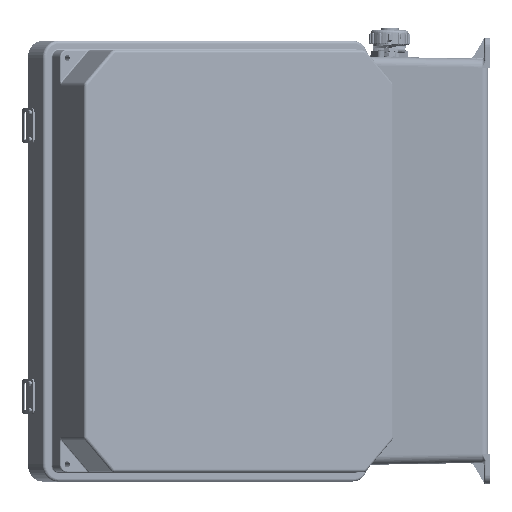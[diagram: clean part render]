
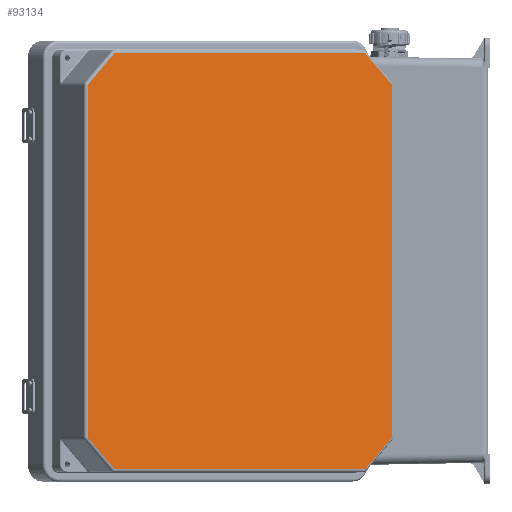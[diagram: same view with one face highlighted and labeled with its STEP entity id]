
A CAD part, left-side view. The second image highlights one B-rep face of the part: STEP entity #93134.
In plain terms, the highlighted face is planar.
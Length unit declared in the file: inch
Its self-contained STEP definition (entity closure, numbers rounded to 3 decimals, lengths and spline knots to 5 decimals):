
#882 = ORIENTED_EDGE ( 'NONE', *, *, #3501, .F. ) ;
#1007 = ORIENTED_EDGE ( 'NONE', *, *, #53407, .T. ) ;
#3438 = CARTESIAN_POINT ( 'NONE',  ( -5.09763, 3.24803, -0.5 ) ) ;
#3501 = EDGE_CURVE ( 'NONE', #60208, #99259, #13489, .T. ) ;
#7071 = CARTESIAN_POINT ( 'NONE',  ( 6.21316, 3.24803, -1.50418 ) ) ;
#7218 = CIRCLE ( 'NONE', #101174, 0.07874 ) ;
#7324 = CARTESIAN_POINT ( 'NONE',  ( 5.1533, 3.24803, -14.87064 ) ) ;
#8413 = CARTESIAN_POINT ( 'NONE',  ( 6.21316, 3.24803, -13.81078 ) ) ;
#8982 = VECTOR ( 'NONE', #84717, 39.37008 ) ;
#9338 = VECTOR ( 'NONE', #22566, 39.37008 ) ;
#10397 = CIRCLE ( 'NONE', #98228, 0.07874 ) ;
#10558 = VERTEX_POINT ( 'NONE', #102124 ) ;
#11627 = VERTEX_POINT ( 'NONE', #95205 ) ;
#11685 = ORIENTED_EDGE ( 'NONE', *, *, #19145, .F. ) ;
#13024 = DIRECTION ( 'NONE',  ( 0., 0., 1. ) ) ;
#13489 = CIRCLE ( 'NONE', #80771, 0.07874 ) ;
#15495 = EDGE_CURVE ( 'NONE', #64178, #10558, #44587, .T. ) ;
#17598 = VECTOR ( 'NONE', #100793, 39.37008 ) ;
#19145 = EDGE_CURVE ( 'NONE', #31345, #92137, #111335, .T. ) ;
#19974 = EDGE_CURVE ( 'NONE', #55890, #62793, #94809, .T. ) ;
#20402 = CARTESIAN_POINT ( 'NONE',  ( 6.23622, 3.24803, -1.55985 ) ) ;
#20966 = CARTESIAN_POINT ( 'NONE',  ( -6.21316, 3.24803, -13.81078 ) ) ;
#21834 = DIRECTION ( 'NONE',  ( 0., 1., 0. ) ) ;
#22566 = DIRECTION ( 'NONE',  ( 1., 0., 0. ) ) ;
#22689 = DIRECTION ( 'NONE',  ( 0., -1., 0. ) ) ;
#22711 = CARTESIAN_POINT ( 'NONE',  ( 5.09763, 3.24803, -0.42126 ) ) ;
#24643 = EDGE_CURVE ( 'NONE', #110972, #11627, #37372, .T. ) ;
#25747 = CARTESIAN_POINT ( 'NONE',  ( 6.21316, 3.24803, -1.50418 ) ) ;
#25882 = ORIENTED_EDGE ( 'NONE', *, *, #122387, .T. ) ;
#26359 = EDGE_CURVE ( 'NONE', #60208, #74289, #107732, .T. ) ;
#26397 = LINE ( 'NONE', #7071, #99408 ) ;
#27350 = CIRCLE ( 'NONE', #74450, 0.07874 ) ;
#28584 = AXIS2_PLACEMENT_3D ( 'NONE', #78990, #21834, #88525 ) ;
#31345 = VERTEX_POINT ( 'NONE', #62640 ) ;
#32938 = CARTESIAN_POINT ( 'NONE',  ( 5.09763, 3.24803, -14.8937 ) ) ;
#33488 = AXIS2_PLACEMENT_3D ( 'NONE', #79871, #22689, #89390 ) ;
#34393 = EDGE_LOOP ( 'NONE', ( #81246, #50931, #41003, #106688, #78151, #77145, #116124, #1007, #89321, #11685, #69601, #93227, #882, #105186, #38089, #25882 ) ) ;
#37372 = LINE ( 'NONE', #8413, #8982 ) ;
#37396 = DIRECTION ( 'NONE',  ( 0., 0., -1. ) ) ;
#38089 = ORIENTED_EDGE ( 'NONE', *, *, #104307, .T. ) ;
#40098 = EDGE_CURVE ( 'NONE', #64178, #49403, #85312, .T. ) ;
#41003 = ORIENTED_EDGE ( 'NONE', *, *, #112748, .F. ) ;
#41252 = DIRECTION ( 'NONE',  ( 0., 0., 1. ) ) ;
#43082 = LINE ( 'NONE', #91240, #17598 ) ;
#43806 = VERTEX_POINT ( 'NONE', #77600 ) ;
#43855 = VERTEX_POINT ( 'NONE', #115821 ) ;
#44587 = LINE ( 'NONE', #32938, #66981 ) ;
#45129 = CARTESIAN_POINT ( 'NONE',  ( 6.15748, 3.24803, -13.75511 ) ) ;
#46087 = CARTESIAN_POINT ( 'NONE',  ( 6.15748, 3.24803, -1.55985 ) ) ;
#48865 = CARTESIAN_POINT ( 'NONE',  ( 5.09763, 3.24803, -0.5 ) ) ;
#49259 = EDGE_CURVE ( 'NONE', #10558, #110972, #10397, .T. ) ;
#49403 = VERTEX_POINT ( 'NONE', #82773 ) ;
#50931 = ORIENTED_EDGE ( 'NONE', *, *, #81145, .T. ) ;
#52062 = CARTESIAN_POINT ( 'NONE',  ( 5.09763, 3.24803, -14.81496 ) ) ;
#53407 = EDGE_CURVE ( 'NONE', #49403, #43806, #84078, .T. ) ;
#53969 = CARTESIAN_POINT ( 'NONE',  ( -6.15748, 3.24803, -13.75511 ) ) ;
#54716 = DIRECTION ( 'NONE',  ( 0., 0., -1. ) ) ;
#54810 = EDGE_CURVE ( 'NONE', #82640, #31345, #88323, .T. ) ;
#55709 = DIRECTION ( 'NONE',  ( 0., 0., 1. ) ) ;
#55890 = VERTEX_POINT ( 'NONE', #25747 ) ;
#56709 = VERTEX_POINT ( 'NONE', #90255 ) ;
#58499 = DIRECTION ( 'NONE',  ( 0., 0., 1. ) ) ;
#60198 = CARTESIAN_POINT ( 'NONE',  ( 5.09763, 3.24803, -0.42126 ) ) ;
#60208 = VERTEX_POINT ( 'NONE', #66252 ) ;
#60521 = DIRECTION ( 'NONE',  ( -0.707, 0., -0.707 ) ) ;
#61649 = DIRECTION ( 'NONE',  ( 0., 0., -1. ) ) ;
#62385 = CARTESIAN_POINT ( 'NONE',  ( -5.1533, 3.24803, -0.44432 ) ) ;
#62640 = CARTESIAN_POINT ( 'NONE',  ( -6.23622, 3.24803, -1.55985 ) ) ;
#62793 = VERTEX_POINT ( 'NONE', #20402 ) ;
#63522 = DIRECTION ( 'NONE',  ( 0., 0., -1. ) ) ;
#64178 = VERTEX_POINT ( 'NONE', #116800 ) ;
#64253 = DIRECTION ( 'NONE',  ( 0.707, 0., -0.707 ) ) ;
#66252 = CARTESIAN_POINT ( 'NONE',  ( -5.09763, 3.24803, -0.42126 ) ) ;
#66981 = VECTOR ( 'NONE', #80461, 39.37008 ) ;
#69601 = ORIENTED_EDGE ( 'NONE', *, *, #54810, .F. ) ;
#70262 = DIRECTION ( 'NONE',  ( 0., -1., 0. ) ) ;
#74289 = VERTEX_POINT ( 'NONE', #22711 ) ;
#74450 = AXIS2_PLACEMENT_3D ( 'NONE', #45129, #111626, #54716 ) ;
#77145 = ORIENTED_EDGE ( 'NONE', *, *, #15495, .F. ) ;
#77600 = CARTESIAN_POINT ( 'NONE',  ( -6.21316, 3.24803, -13.81078 ) ) ;
#78151 = ORIENTED_EDGE ( 'NONE', *, *, #49259, .F. ) ;
#78665 = AXIS2_PLACEMENT_3D ( 'NONE', #88685, #98237, #41252 ) ;
#78990 = CARTESIAN_POINT ( 'NONE',  ( -5.09763, 3.24803, -14.81496 ) ) ;
#79149 = PLANE ( 'NONE',  #78665 ) ;
#79645 = CARTESIAN_POINT ( 'NONE',  ( -6.21316, 3.24803, -1.50418 ) ) ;
#79871 = CARTESIAN_POINT ( 'NONE',  ( -6.15748, 3.24803, -1.55985 ) ) ;
#80461 = DIRECTION ( 'NONE',  ( 1., 0., 0. ) ) ;
#80771 = AXIS2_PLACEMENT_3D ( 'NONE', #3438, #70262, #13024 ) ;
#81145 = EDGE_CURVE ( 'NONE', #62793, #56709, #43082, .T. ) ;
#81246 = ORIENTED_EDGE ( 'NONE', *, *, #19974, .T. ) ;
#82640 = VERTEX_POINT ( 'NONE', #116363 ) ;
#82773 = CARTESIAN_POINT ( 'NONE',  ( -5.1533, 3.24803, -14.87064 ) ) ;
#83099 = VECTOR ( 'NONE', #37396, 39.37008 ) ;
#84078 = LINE ( 'NONE', #20966, #87089 ) ;
#84717 = DIRECTION ( 'NONE',  ( 0.707, 0., 0.707 ) ) ;
#85312 = CIRCLE ( 'NONE', #28584, 0.07874 ) ;
#87089 = VECTOR ( 'NONE', #87634, 39.37008 ) ;
#87634 = DIRECTION ( 'NONE',  ( -0.707, 0., 0.707 ) ) ;
#88323 = CIRCLE ( 'NONE', #33488, 0.07874 ) ;
#88525 = DIRECTION ( 'NONE',  ( 0., 0., -1. ) ) ;
#88685 = CARTESIAN_POINT ( 'NONE',  ( 0., 3.24803, -0.32283 ) ) ;
#88902 = EDGE_CURVE ( 'NONE', #43806, #92137, #7218, .T. ) ;
#89321 = ORIENTED_EDGE ( 'NONE', *, *, #88902, .T. ) ;
#89390 = DIRECTION ( 'NONE',  ( 0., 0., 1. ) ) ;
#90255 = CARTESIAN_POINT ( 'NONE',  ( 6.23622, 3.24803, -13.75511 ) ) ;
#91240 = CARTESIAN_POINT ( 'NONE',  ( 6.23622, 3.24803, -7.65748 ) ) ;
#92137 = VERTEX_POINT ( 'NONE', #107631 ) ;
#93134 = ADVANCED_FACE ( 'NONE', ( #110268 ), #79149, .T. ) ;
#93227 = ORIENTED_EDGE ( 'NONE', *, *, #104443, .F. ) ;
#94809 = CIRCLE ( 'NONE', #104548, 0.07874 ) ;
#95205 = CARTESIAN_POINT ( 'NONE',  ( 6.21316, 3.24803, -13.81078 ) ) ;
#98228 = AXIS2_PLACEMENT_3D ( 'NONE', #52062, #118532, #61649 ) ;
#98237 = DIRECTION ( 'NONE',  ( 0., 1., 0. ) ) ;
#99259 = VERTEX_POINT ( 'NONE', #62385 ) ;
#99408 = VECTOR ( 'NONE', #64253, 39.37008 ) ;
#100793 = DIRECTION ( 'NONE',  ( 0., 0., -1. ) ) ;
#101174 = AXIS2_PLACEMENT_3D ( 'NONE', #53969, #120433, #63522 ) ;
#102124 = CARTESIAN_POINT ( 'NONE',  ( 5.09763, 3.24803, -14.8937 ) ) ;
#103584 = CARTESIAN_POINT ( 'NONE',  ( -6.23622, 3.24803, -7.65748 ) ) ;
#104307 = EDGE_CURVE ( 'NONE', #74289, #43855, #110490, .T. ) ;
#104443 = EDGE_CURVE ( 'NONE', #99259, #82640, #114929, .T. ) ;
#104548 = AXIS2_PLACEMENT_3D ( 'NONE', #46087, #112602, #55709 ) ;
#105186 = ORIENTED_EDGE ( 'NONE', *, *, #26359, .T. ) ;
#106688 = ORIENTED_EDGE ( 'NONE', *, *, #24643, .F. ) ;
#107631 = CARTESIAN_POINT ( 'NONE',  ( -6.23622, 3.24803, -13.75511 ) ) ;
#107732 = LINE ( 'NONE', #60198, #9338 ) ;
#110268 = FACE_OUTER_BOUND ( 'NONE', #34393, .T. ) ;
#110490 = CIRCLE ( 'NONE', #117939, 0.07874 ) ;
#110972 = VERTEX_POINT ( 'NONE', #7324 ) ;
#111335 = LINE ( 'NONE', #103584, #83099 ) ;
#111626 = DIRECTION ( 'NONE',  ( 0., -1., 0. ) ) ;
#111935 = VECTOR ( 'NONE', #60521, 39.37008 ) ;
#112602 = DIRECTION ( 'NONE',  ( 0., 1., 0. ) ) ;
#112748 = EDGE_CURVE ( 'NONE', #11627, #56709, #27350, .T. ) ;
#114929 = LINE ( 'NONE', #79645, #111935 ) ;
#115376 = DIRECTION ( 'NONE',  ( 0., 1., 0. ) ) ;
#115821 = CARTESIAN_POINT ( 'NONE',  ( 5.1533, 3.24803, -0.44432 ) ) ;
#116124 = ORIENTED_EDGE ( 'NONE', *, *, #40098, .T. ) ;
#116363 = CARTESIAN_POINT ( 'NONE',  ( -6.21316, 3.24803, -1.50418 ) ) ;
#116800 = CARTESIAN_POINT ( 'NONE',  ( -5.09763, 3.24803, -14.8937 ) ) ;
#117939 = AXIS2_PLACEMENT_3D ( 'NONE', #48865, #115376, #58499 ) ;
#118532 = DIRECTION ( 'NONE',  ( 0., -1., 0. ) ) ;
#120433 = DIRECTION ( 'NONE',  ( 0., 1., 0. ) ) ;
#122387 = EDGE_CURVE ( 'NONE', #43855, #55890, #26397, .T. ) ;
